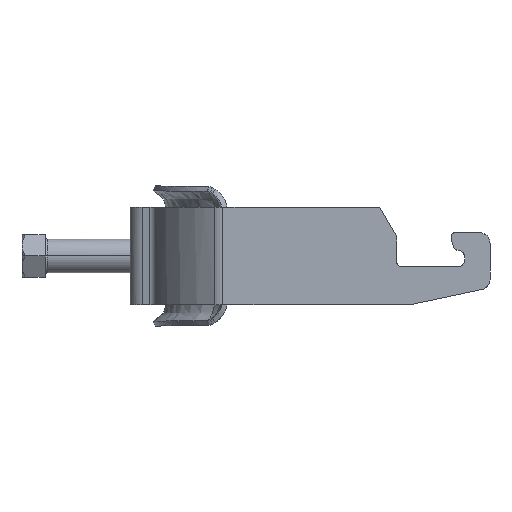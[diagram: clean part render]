
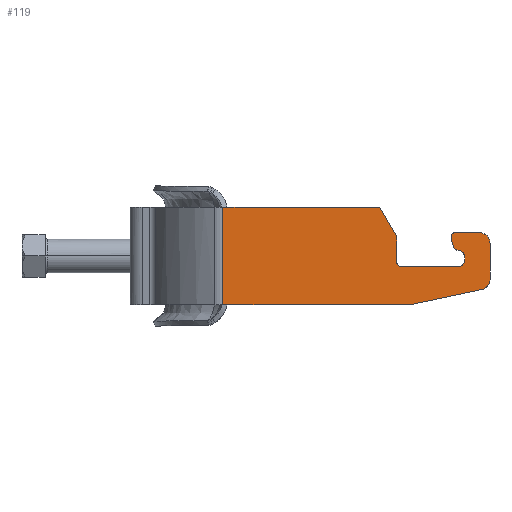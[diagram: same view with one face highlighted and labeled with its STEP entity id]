
A CAD part, left-side view. The second image highlights one B-rep face of the part: STEP entity #119.
In plain terms, the highlighted planar face has unit normal (-1, 0, 0).
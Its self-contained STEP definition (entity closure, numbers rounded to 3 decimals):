
#119=ADVANCED_FACE('',(#261),#2071,.T.);
#261=FACE_OUTER_BOUND('',#407,.T.);
#407=EDGE_LOOP('',(#863,#864,#865,#866,#867,#868,#869,#870,#871,#872,#873,
#874,#875,#876,#877,#878,#879,#880,#881,#882));
#863=ORIENTED_EDGE('',*,*,#1339,.F.);
#864=ORIENTED_EDGE('',*,*,#1336,.F.);
#865=ORIENTED_EDGE('',*,*,#1333,.F.);
#866=ORIENTED_EDGE('',*,*,#1346,.F.);
#867=ORIENTED_EDGE('',*,*,#1329,.F.);
#868=ORIENTED_EDGE('',*,*,#1326,.F.);
#869=ORIENTED_EDGE('',*,*,#1347,.F.);
#870=ORIENTED_EDGE('',*,*,#1324,.T.);
#871=ORIENTED_EDGE('',*,*,#1321,.F.);
#872=ORIENTED_EDGE('',*,*,#1318,.F.);
#873=ORIENTED_EDGE('',*,*,#1348,.F.);
#874=ORIENTED_EDGE('',*,*,#1313,.F.);
#875=ORIENTED_EDGE('',*,*,#1310,.F.);
#876=ORIENTED_EDGE('',*,*,#1307,.F.);
#877=ORIENTED_EDGE('',*,*,#1304,.F.);
#878=ORIENTED_EDGE('',*,*,#1301,.F.);
#879=ORIENTED_EDGE('',*,*,#1298,.F.);
#880=ORIENTED_EDGE('',*,*,#1294,.F.);
#881=ORIENTED_EDGE('',*,*,#1352,.F.);
#882=ORIENTED_EDGE('',*,*,#1342,.F.);
#1294=EDGE_CURVE('',#1913,#1914,#1566,.T.);
#1298=EDGE_CURVE('',#1914,#1917,#1570,.T.);
#1301=EDGE_CURVE('',#1917,#1919,#1573,.T.);
#1304=EDGE_CURVE('',#1919,#1921,#1712,.T.);
#1307=EDGE_CURVE('',#1921,#1923,#1576,.T.);
#1310=EDGE_CURVE('',#1923,#1925,#1715,.T.);
#1313=EDGE_CURVE('',#1925,#1927,#1579,.T.);
#1318=EDGE_CURVE('',#1929,#1931,#1582,.T.);
#1321=EDGE_CURVE('',#1931,#1933,#1720,.T.);
#1324=EDGE_CURVE('',#1909,#1933,#1585,.T.);
#1326=EDGE_CURVE('',#1910,#1935,#1723,.T.);
#1329=EDGE_CURVE('',#1935,#1937,#1587,.T.);
#1333=EDGE_CURVE('',#1939,#1941,#1590,.T.);
#1336=EDGE_CURVE('',#1941,#1943,#1727,.T.);
#1339=EDGE_CURVE('',#1943,#1945,#1593,.T.);
#1342=EDGE_CURVE('',#1945,#1947,#1596,.T.);
#1346=EDGE_CURVE('',#1937,#1939,#1731,.T.);
#1347=EDGE_CURVE('',#1909,#1910,#1732,.T.);
#1348=EDGE_CURVE('',#1927,#1929,#1733,.T.);
#1352=EDGE_CURVE('',#1947,#1913,#1735,.T.);
#1566=B_SPLINE_CURVE_WITH_KNOTS('',1,(#5724,#5725),.UNSPECIFIED.,.F.,.F.,
(2,2),(0.,37.014),.UNSPECIFIED.);
#1570=B_SPLINE_CURVE_WITH_KNOTS('',1,(#5732,#5733),.UNSPECIFIED.,.F.,.F.,
(2,2),(-8.083,0.),.UNSPECIFIED.);
#1573=B_SPLINE_CURVE_WITH_KNOTS('',1,(#5738,#5739),.UNSPECIFIED.,.F.,.F.,
(2,2),(-6.,0.),.UNSPECIFIED.);
#1576=B_SPLINE_CURVE_WITH_KNOTS('',1,(#5752,#5753),.UNSPECIFIED.,.F.,.F.,
(2,2),(-13.5,0.),.UNSPECIFIED.);
#1579=B_SPLINE_CURVE_WITH_KNOTS('',1,(#5766,#5767),.UNSPECIFIED.,.F.,.F.,
(2,2),(-0.813,0.),.UNSPECIFIED.);
#1582=B_SPLINE_CURVE_WITH_KNOTS('',1,(#5777,#5778),.UNSPECIFIED.,.F.,.F.,
(2,2),(-0.57,0.),.UNSPECIFIED.);
#1585=B_SPLINE_CURVE_WITH_KNOTS('',1,(#5791,#5792),.UNSPECIFIED.,.F.,.F.,
(2,2),(0.,2.201),.UNSPECIFIED.);
#1587=B_SPLINE_CURVE_WITH_KNOTS('',1,(#5803,#5804),.UNSPECIFIED.,.F.,.F.,
(2,2),(-5.697,0.),.UNSPECIFIED.);
#1590=B_SPLINE_CURVE_WITH_KNOTS('',1,(#5811,#5812),.UNSPECIFIED.,.F.,.F.,
(2,2),(0.,8.476),.UNSPECIFIED.);
#1593=B_SPLINE_CURVE_WITH_KNOTS('',1,(#5825,#5826),.UNSPECIFIED.,.F.,.F.,
(2,2),(-17.214,0.),.UNSPECIFIED.);
#1596=B_SPLINE_CURVE_WITH_KNOTS('',1,(#5831,#5832),.UNSPECIFIED.,.F.,.F.,
(2,2),(-44.237,0.),.UNSPECIFIED.);
#1712=(
BOUNDED_CURVE()
B_SPLINE_CURVE(2,(#5744,#5745,#5746),.UNSPECIFIED.,.F.,.F.)
B_SPLINE_CURVE_WITH_KNOTS((3,3),(-1.571,0.),.UNSPECIFIED.)
CURVE()
GEOMETRIC_REPRESENTATION_ITEM()
RATIONAL_B_SPLINE_CURVE((1.,0.707,1.))
REPRESENTATION_ITEM('')
);
#1715=(
BOUNDED_CURVE()
B_SPLINE_CURVE(2,(#5758,#5759,#5760),.UNSPECIFIED.,.F.,.F.)
B_SPLINE_CURVE_WITH_KNOTS((3,3),(-2.356,0.),.UNSPECIFIED.)
CURVE()
GEOMETRIC_REPRESENTATION_ITEM()
RATIONAL_B_SPLINE_CURVE((1.,0.707,1.))
REPRESENTATION_ITEM('')
);
#1720=(
BOUNDED_CURVE()
B_SPLINE_CURVE(2,(#5783,#5784,#5785),.UNSPECIFIED.,.F.,.F.)
B_SPLINE_CURVE_WITH_KNOTS((3,3),(-1.134,0.),.UNSPECIFIED.)
CURVE()
GEOMETRIC_REPRESENTATION_ITEM()
RATIONAL_B_SPLINE_CURVE((1.,0.843,1.))
REPRESENTATION_ITEM('')
);
#1723=(
BOUNDED_CURVE()
B_SPLINE_CURVE(2,(#5795,#5796,#5797),.UNSPECIFIED.,.F.,.F.)
B_SPLINE_CURVE_WITH_KNOTS((3,3),(-1.571,0.),.UNSPECIFIED.)
CURVE()
GEOMETRIC_REPRESENTATION_ITEM()
RATIONAL_B_SPLINE_CURVE((1.,0.707,1.))
REPRESENTATION_ITEM('')
);
#1727=(
BOUNDED_CURVE()
B_SPLINE_CURVE(2,(#5817,#5818,#5819),.UNSPECIFIED.,.F.,.F.)
B_SPLINE_CURVE_WITH_KNOTS((3,3),(-3.403,0.),.UNSPECIFIED.)
CURVE()
GEOMETRIC_REPRESENTATION_ITEM()
RATIONAL_B_SPLINE_CURVE((1.,0.777,1.))
REPRESENTATION_ITEM('')
);
#1731=(
BOUNDED_CURVE()
B_SPLINE_CURVE(2,(#5840,#5841,#5842),.UNSPECIFIED.,.F.,.F.)
B_SPLINE_CURVE_WITH_KNOTS((3,3),(-3.927,0.),.UNSPECIFIED.)
CURVE()
GEOMETRIC_REPRESENTATION_ITEM()
RATIONAL_B_SPLINE_CURVE((1.,0.707,1.))
REPRESENTATION_ITEM('')
);
#1732=(
BOUNDED_CURVE()
B_SPLINE_CURVE(2,(#5843,#5844,#5845),.UNSPECIFIED.,.F.,.F.)
B_SPLINE_CURVE_WITH_KNOTS((3,3),(-0.262,0.),.UNSPECIFIED.)
CURVE()
GEOMETRIC_REPRESENTATION_ITEM()
RATIONAL_B_SPLINE_CURVE((1.,0.991,1.))
REPRESENTATION_ITEM('')
);
#1733=(
BOUNDED_CURVE()
B_SPLINE_CURVE(2,(#5846,#5847,#5848),.UNSPECIFIED.,.F.,.F.)
B_SPLINE_CURVE_WITH_KNOTS((3,3),(-2.094,0.),.UNSPECIFIED.)
CURVE()
GEOMETRIC_REPRESENTATION_ITEM()
RATIONAL_B_SPLINE_CURVE((1.,0.766,1.))
REPRESENTATION_ITEM('')
);
#1735=(
BOUNDED_CURVE()
B_SPLINE_CURVE(1,(#5856,#5857),.UNSPECIFIED.,.F.,.F.)
B_SPLINE_CURVE_WITH_KNOTS((2,2),(0.,23.),.UNSPECIFIED.)
CURVE()
GEOMETRIC_REPRESENTATION_ITEM()
RATIONAL_B_SPLINE_CURVE((1.,1.))
REPRESENTATION_ITEM('')
);
#1909=VERTEX_POINT('',#5585);
#1910=VERTEX_POINT('',#5586);
#1913=VERTEX_POINT('',#5589);
#1914=VERTEX_POINT('',#5590);
#1917=VERTEX_POINT('',#5593);
#1919=VERTEX_POINT('',#5595);
#1921=VERTEX_POINT('',#5597);
#1923=VERTEX_POINT('',#5599);
#1925=VERTEX_POINT('',#5601);
#1927=VERTEX_POINT('',#5603);
#1929=VERTEX_POINT('',#5605);
#1931=VERTEX_POINT('',#5607);
#1933=VERTEX_POINT('',#5609);
#1935=VERTEX_POINT('',#5611);
#1937=VERTEX_POINT('',#5613);
#1939=VERTEX_POINT('',#5615);
#1941=VERTEX_POINT('',#5617);
#1943=VERTEX_POINT('',#5619);
#1945=VERTEX_POINT('',#5621);
#1947=VERTEX_POINT('',#5623);
#2071=PLANE('',#2215);
#2215=AXIS2_PLACEMENT_3D('',#5291,#2272,$);
#2272=DIRECTION('',(-1.,0.,0.));
#5291=CARTESIAN_POINT('',(-28.5,-15.638,-13.801));
#5585=CARTESIAN_POINT('',(-28.5,-75.837,4.241));
#5586=CARTESIAN_POINT('',(-28.5,-75.803,4.5));
#5589=CARTESIAN_POINT('',(-28.5,-21.945,11.5));
#5590=CARTESIAN_POINT('',(-28.5,-58.959,11.5));
#5593=CARTESIAN_POINT('',(-28.5,-63.,4.5));
#5595=CARTESIAN_POINT('',(-28.5,-63.,-1.5));
#5597=CARTESIAN_POINT('',(-28.5,-64.,-2.5));
#5599=CARTESIAN_POINT('',(-28.5,-77.5,-2.5));
#5601=CARTESIAN_POINT('',(-28.5,-79.,-1.));
#5603=CARTESIAN_POINT('',(-28.5,-79.,-0.187));
#5605=CARTESIAN_POINT('',(-28.5,-77.76,1.29));
#5607=CARTESIAN_POINT('',(-28.5,-77.199,1.389));
#5609=CARTESIAN_POINT('',(-28.5,-76.407,2.115));
#5611=CARTESIAN_POINT('',(-28.5,-76.803,5.5));
#5613=CARTESIAN_POINT('',(-28.5,-82.5,5.5));
#5615=CARTESIAN_POINT('',(-28.5,-85.,3.));
#5617=CARTESIAN_POINT('',(-28.5,-85.,-5.476));
#5619=CARTESIAN_POINT('',(-28.5,-83.02,-7.921));
#5621=CARTESIAN_POINT('',(-28.5,-66.181,-11.5));
#5623=CARTESIAN_POINT('',(-28.5,-21.945,-11.5));
#5724=CARTESIAN_POINT('',(-28.5,-21.945,11.5));
#5725=CARTESIAN_POINT('',(-28.5,-58.959,11.5));
#5732=CARTESIAN_POINT('',(-28.5,-58.959,11.5));
#5733=CARTESIAN_POINT('',(-28.5,-63.,4.5));
#5738=CARTESIAN_POINT('',(-28.5,-63.,4.5));
#5739=CARTESIAN_POINT('',(-28.5,-63.,-1.5));
#5744=CARTESIAN_POINT('',(-28.5,-63.,-1.5));
#5745=CARTESIAN_POINT('',(-28.5,-63.,-2.5));
#5746=CARTESIAN_POINT('',(-28.5,-64.,-2.5));
#5752=CARTESIAN_POINT('',(-28.5,-64.,-2.5));
#5753=CARTESIAN_POINT('',(-28.5,-77.5,-2.5));
#5758=CARTESIAN_POINT('',(-28.5,-77.5,-2.5));
#5759=CARTESIAN_POINT('',(-28.5,-79.,-2.5));
#5760=CARTESIAN_POINT('',(-28.5,-79.,-1.));
#5766=CARTESIAN_POINT('',(-28.5,-79.,-1.));
#5767=CARTESIAN_POINT('',(-28.5,-79.,-0.187));
#5777=CARTESIAN_POINT('',(-28.5,-77.76,1.29));
#5778=CARTESIAN_POINT('',(-28.5,-77.199,1.389));
#5783=CARTESIAN_POINT('',(-28.5,-77.199,1.389));
#5784=CARTESIAN_POINT('',(-28.5,-76.572,1.5));
#5785=CARTESIAN_POINT('',(-28.5,-76.407,2.115));
#5791=CARTESIAN_POINT('',(-28.5,-75.837,4.241));
#5792=CARTESIAN_POINT('',(-28.5,-76.407,2.115));
#5795=CARTESIAN_POINT('',(-28.5,-75.803,4.5));
#5796=CARTESIAN_POINT('',(-28.5,-75.803,5.5));
#5797=CARTESIAN_POINT('',(-28.5,-76.803,5.5));
#5803=CARTESIAN_POINT('',(-28.5,-76.803,5.5));
#5804=CARTESIAN_POINT('',(-28.5,-82.5,5.5));
#5811=CARTESIAN_POINT('',(-28.5,-85.,3.));
#5812=CARTESIAN_POINT('',(-28.5,-85.,-5.476));
#5817=CARTESIAN_POINT('',(-28.5,-85.,-5.476));
#5818=CARTESIAN_POINT('',(-28.5,-85.,-7.5));
#5819=CARTESIAN_POINT('',(-28.5,-83.02,-7.921));
#5825=CARTESIAN_POINT('',(-28.5,-83.02,-7.921));
#5826=CARTESIAN_POINT('',(-28.5,-66.181,-11.5));
#5831=CARTESIAN_POINT('',(-28.5,-66.181,-11.5));
#5832=CARTESIAN_POINT('',(-28.5,-21.945,-11.5));
#5840=CARTESIAN_POINT('',(-28.5,-82.5,5.5));
#5841=CARTESIAN_POINT('',(-28.5,-85.,5.5));
#5842=CARTESIAN_POINT('',(-28.5,-85.,3.));
#5843=CARTESIAN_POINT('',(-28.5,-75.837,4.241));
#5844=CARTESIAN_POINT('',(-28.5,-75.803,4.368));
#5845=CARTESIAN_POINT('',(-28.5,-75.803,4.5));
#5846=CARTESIAN_POINT('',(-28.5,-79.,-0.187));
#5847=CARTESIAN_POINT('',(-28.5,-79.,1.072));
#5848=CARTESIAN_POINT('',(-28.5,-77.76,1.29));
#5856=CARTESIAN_POINT('',(-28.5,-21.945,-11.5));
#5857=CARTESIAN_POINT('',(-28.5,-21.945,11.5));
